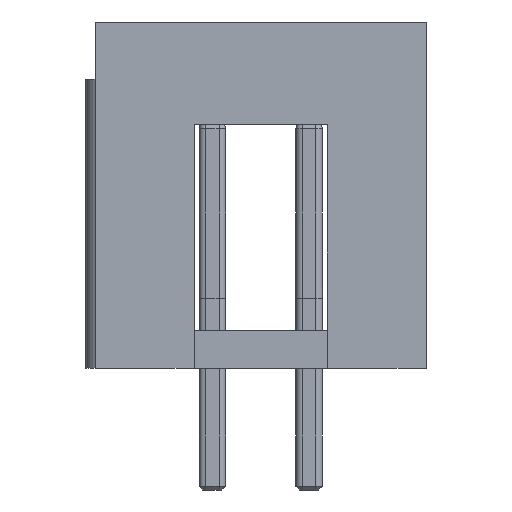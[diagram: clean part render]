
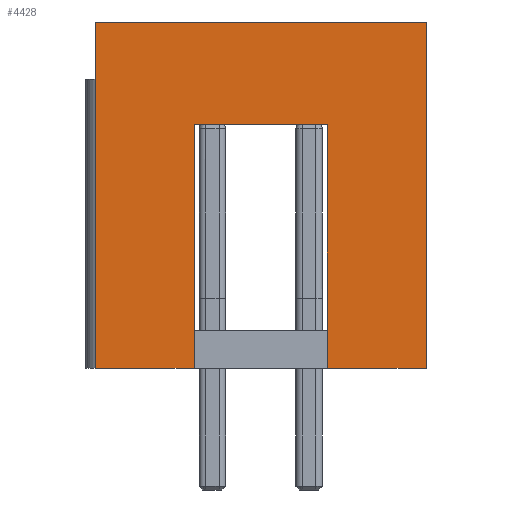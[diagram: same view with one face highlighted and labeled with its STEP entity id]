
A CAD part, left-side view. The second image highlights one B-rep face of the part: STEP entity #4428.
In plain terms, the highlighted planar face has unit normal (-1, 0, 0).
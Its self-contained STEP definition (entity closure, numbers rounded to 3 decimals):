
#69 = PLANE('',#70);
#70 = AXIS2_PLACEMENT_3D('',#71,#72,#73);
#71 = CARTESIAN_POINT('',(0.,0.,0.));
#72 = DIRECTION('',(0.,0.,1.));
#73 = DIRECTION('',(1.,0.,-0.));
#94 = VERTEX_POINT('',#95);
#95 = CARTESIAN_POINT('',(-14.15,4.35,0.));
#109 = PLANE('',#110);
#110 = AXIS2_PLACEMENT_3D('',#111,#112,#113);
#111 = CARTESIAN_POINT('',(14.15,4.35,0.));
#112 = DIRECTION('',(0.,-1.,0.));
#113 = DIRECTION('',(-1.,0.,0.));
#121 = EDGE_CURVE('',#94,#122,#124,.T.);
#122 = VERTEX_POINT('',#123);
#123 = CARTESIAN_POINT('',(-14.15,1.75,0.));
#124 = SURFACE_CURVE('',#125,(#129,#136),.PCURVE_S1.);
#125 = LINE('',#126,#127);
#126 = CARTESIAN_POINT('',(-14.15,4.35,0.));
#127 = VECTOR('',#128,1.);
#128 = DIRECTION('',(0.,-1.,0.));
#129 = PCURVE('',#69,#130);
#130 = DEFINITIONAL_REPRESENTATION('',(#131),#135);
#131 = LINE('',#132,#133);
#132 = CARTESIAN_POINT('',(-14.15,4.35));
#133 = VECTOR('',#134,1.);
#134 = DIRECTION('',(0.,-1.));
#135 = ( GEOMETRIC_REPRESENTATION_CONTEXT(2) 
PARAMETRIC_REPRESENTATION_CONTEXT() REPRESENTATION_CONTEXT('2D SPACE',''
  ) );
#136 = PCURVE('',#137,#142);
#137 = PLANE('',#138);
#138 = AXIS2_PLACEMENT_3D('',#139,#140,#141);
#139 = CARTESIAN_POINT('',(-14.15,4.35,0.));
#140 = DIRECTION('',(1.,0.,-0.));
#141 = DIRECTION('',(0.,-1.,0.));
#142 = DEFINITIONAL_REPRESENTATION('',(#143),#147);
#143 = LINE('',#144,#145);
#144 = CARTESIAN_POINT('',(0.,0.));
#145 = VECTOR('',#146,1.);
#146 = DIRECTION('',(1.,0.));
#147 = ( GEOMETRIC_REPRESENTATION_CONTEXT(2) 
PARAMETRIC_REPRESENTATION_CONTEXT() REPRESENTATION_CONTEXT('2D SPACE',''
  ) );
#165 = PLANE('',#166);
#166 = AXIS2_PLACEMENT_3D('',#167,#168,#169);
#167 = CARTESIAN_POINT('',(-13.15,1.75,0.));
#168 = DIRECTION('',(0.,-1.,0.));
#169 = DIRECTION('',(-1.,0.,0.));
#206 = VERTEX_POINT('',#207);
#207 = CARTESIAN_POINT('',(-14.15,-1.75,0.));
#221 = PLANE('',#222);
#222 = AXIS2_PLACEMENT_3D('',#223,#224,#225);
#223 = CARTESIAN_POINT('',(-14.15,-1.75,0.));
#224 = DIRECTION('',(0.,1.,0.));
#225 = DIRECTION('',(1.,0.,0.));
#233 = EDGE_CURVE('',#206,#234,#236,.T.);
#234 = VERTEX_POINT('',#235);
#235 = CARTESIAN_POINT('',(-14.15,-4.35,0.));
#236 = SURFACE_CURVE('',#237,(#241,#248),.PCURVE_S1.);
#237 = LINE('',#238,#239);
#238 = CARTESIAN_POINT('',(-14.15,4.35,0.));
#239 = VECTOR('',#240,1.);
#240 = DIRECTION('',(0.,-1.,0.));
#241 = PCURVE('',#69,#242);
#242 = DEFINITIONAL_REPRESENTATION('',(#243),#247);
#243 = LINE('',#244,#245);
#244 = CARTESIAN_POINT('',(-14.15,4.35));
#245 = VECTOR('',#246,1.);
#246 = DIRECTION('',(0.,-1.));
#247 = ( GEOMETRIC_REPRESENTATION_CONTEXT(2) 
PARAMETRIC_REPRESENTATION_CONTEXT() REPRESENTATION_CONTEXT('2D SPACE',''
  ) );
#248 = PCURVE('',#137,#249);
#249 = DEFINITIONAL_REPRESENTATION('',(#250),#254);
#250 = LINE('',#251,#252);
#251 = CARTESIAN_POINT('',(0.,0.));
#252 = VECTOR('',#253,1.);
#253 = DIRECTION('',(1.,0.));
#254 = ( GEOMETRIC_REPRESENTATION_CONTEXT(2) 
PARAMETRIC_REPRESENTATION_CONTEXT() REPRESENTATION_CONTEXT('2D SPACE',''
  ) );
#272 = PLANE('',#273);
#273 = AXIS2_PLACEMENT_3D('',#274,#275,#276);
#274 = CARTESIAN_POINT('',(-14.15,-4.35,0.));
#275 = DIRECTION('',(0.,1.,0.));
#276 = DIRECTION('',(1.,0.,0.));
#4197 = VERTEX_POINT('',#4198);
#4198 = CARTESIAN_POINT('',(-14.15,4.35,9.1));
#4212 = PLANE('',#4213);
#4213 = AXIS2_PLACEMENT_3D('',#4214,#4215,#4216);
#4214 = CARTESIAN_POINT('',(0.,0.,9.1));
#4215 = DIRECTION('',(0.,0.,1.));
#4216 = DIRECTION('',(1.,0.,-0.));
#4224 = EDGE_CURVE('',#94,#4197,#4225,.T.);
#4225 = SURFACE_CURVE('',#4226,(#4230,#4237),.PCURVE_S1.);
#4226 = LINE('',#4227,#4228);
#4227 = CARTESIAN_POINT('',(-14.15,4.35,0.));
#4228 = VECTOR('',#4229,1.);
#4229 = DIRECTION('',(0.,0.,1.));
#4230 = PCURVE('',#109,#4231);
#4231 = DEFINITIONAL_REPRESENTATION('',(#4232),#4236);
#4232 = LINE('',#4233,#4234);
#4233 = CARTESIAN_POINT('',(28.3,0.));
#4234 = VECTOR('',#4235,1.);
#4235 = DIRECTION('',(0.,-1.));
#4236 = ( GEOMETRIC_REPRESENTATION_CONTEXT(2) 
PARAMETRIC_REPRESENTATION_CONTEXT() REPRESENTATION_CONTEXT('2D SPACE',''
  ) );
#4237 = PCURVE('',#137,#4238);
#4238 = DEFINITIONAL_REPRESENTATION('',(#4239),#4243);
#4239 = LINE('',#4240,#4241);
#4240 = CARTESIAN_POINT('',(0.,0.));
#4241 = VECTOR('',#4242,1.);
#4242 = DIRECTION('',(0.,-1.));
#4243 = ( GEOMETRIC_REPRESENTATION_CONTEXT(2) 
PARAMETRIC_REPRESENTATION_CONTEXT() REPRESENTATION_CONTEXT('2D SPACE',''
  ) );
#4428 = ADVANCED_FACE('',(#4429),#137,.F.);
#4429 = FACE_BOUND('',#4430,.F.);
#4430 = EDGE_LOOP('',(#4431,#4432,#4433,#4456,#4477,#4478,#4501,#4529));
#4431 = ORIENTED_EDGE('',*,*,#121,.F.);
#4432 = ORIENTED_EDGE('',*,*,#4224,.T.);
#4433 = ORIENTED_EDGE('',*,*,#4434,.T.);
#4434 = EDGE_CURVE('',#4197,#4435,#4437,.T.);
#4435 = VERTEX_POINT('',#4436);
#4436 = CARTESIAN_POINT('',(-14.15,-4.35,9.1));
#4437 = SURFACE_CURVE('',#4438,(#4442,#4449),.PCURVE_S1.);
#4438 = LINE('',#4439,#4440);
#4439 = CARTESIAN_POINT('',(-14.15,4.35,9.1));
#4440 = VECTOR('',#4441,1.);
#4441 = DIRECTION('',(0.,-1.,0.));
#4442 = PCURVE('',#137,#4443);
#4443 = DEFINITIONAL_REPRESENTATION('',(#4444),#4448);
#4444 = LINE('',#4445,#4446);
#4445 = CARTESIAN_POINT('',(0.,-9.1));
#4446 = VECTOR('',#4447,1.);
#4447 = DIRECTION('',(1.,0.));
#4448 = ( GEOMETRIC_REPRESENTATION_CONTEXT(2) 
PARAMETRIC_REPRESENTATION_CONTEXT() REPRESENTATION_CONTEXT('2D SPACE',''
  ) );
#4449 = PCURVE('',#4212,#4450);
#4450 = DEFINITIONAL_REPRESENTATION('',(#4451),#4455);
#4451 = LINE('',#4452,#4453);
#4452 = CARTESIAN_POINT('',(-14.15,4.35));
#4453 = VECTOR('',#4454,1.);
#4454 = DIRECTION('',(0.,-1.));
#4455 = ( GEOMETRIC_REPRESENTATION_CONTEXT(2) 
PARAMETRIC_REPRESENTATION_CONTEXT() REPRESENTATION_CONTEXT('2D SPACE',''
  ) );
#4456 = ORIENTED_EDGE('',*,*,#4457,.F.);
#4457 = EDGE_CURVE('',#234,#4435,#4458,.T.);
#4458 = SURFACE_CURVE('',#4459,(#4463,#4470),.PCURVE_S1.);
#4459 = LINE('',#4460,#4461);
#4460 = CARTESIAN_POINT('',(-14.15,-4.35,0.));
#4461 = VECTOR('',#4462,1.);
#4462 = DIRECTION('',(0.,0.,1.));
#4463 = PCURVE('',#137,#4464);
#4464 = DEFINITIONAL_REPRESENTATION('',(#4465),#4469);
#4465 = LINE('',#4466,#4467);
#4466 = CARTESIAN_POINT('',(8.7,0.));
#4467 = VECTOR('',#4468,1.);
#4468 = DIRECTION('',(0.,-1.));
#4469 = ( GEOMETRIC_REPRESENTATION_CONTEXT(2) 
PARAMETRIC_REPRESENTATION_CONTEXT() REPRESENTATION_CONTEXT('2D SPACE',''
  ) );
#4470 = PCURVE('',#272,#4471);
#4471 = DEFINITIONAL_REPRESENTATION('',(#4472),#4476);
#4472 = LINE('',#4473,#4474);
#4473 = CARTESIAN_POINT('',(0.,0.));
#4474 = VECTOR('',#4475,1.);
#4475 = DIRECTION('',(0.,-1.));
#4476 = ( GEOMETRIC_REPRESENTATION_CONTEXT(2) 
PARAMETRIC_REPRESENTATION_CONTEXT() REPRESENTATION_CONTEXT('2D SPACE',''
  ) );
#4477 = ORIENTED_EDGE('',*,*,#233,.F.);
#4478 = ORIENTED_EDGE('',*,*,#4479,.T.);
#4479 = EDGE_CURVE('',#206,#4480,#4482,.T.);
#4480 = VERTEX_POINT('',#4481);
#4481 = CARTESIAN_POINT('',(-14.15,-1.75,6.4));
#4482 = SURFACE_CURVE('',#4483,(#4487,#4494),.PCURVE_S1.);
#4483 = LINE('',#4484,#4485);
#4484 = CARTESIAN_POINT('',(-14.15,-1.75,0.));
#4485 = VECTOR('',#4486,1.);
#4486 = DIRECTION('',(0.,0.,1.));
#4487 = PCURVE('',#137,#4488);
#4488 = DEFINITIONAL_REPRESENTATION('',(#4489),#4493);
#4489 = LINE('',#4490,#4491);
#4490 = CARTESIAN_POINT('',(6.1,0.));
#4491 = VECTOR('',#4492,1.);
#4492 = DIRECTION('',(0.,-1.));
#4493 = ( GEOMETRIC_REPRESENTATION_CONTEXT(2) 
PARAMETRIC_REPRESENTATION_CONTEXT() REPRESENTATION_CONTEXT('2D SPACE',''
  ) );
#4494 = PCURVE('',#221,#4495);
#4495 = DEFINITIONAL_REPRESENTATION('',(#4496),#4500);
#4496 = LINE('',#4497,#4498);
#4497 = CARTESIAN_POINT('',(0.,0.));
#4498 = VECTOR('',#4499,1.);
#4499 = DIRECTION('',(0.,-1.));
#4500 = ( GEOMETRIC_REPRESENTATION_CONTEXT(2) 
PARAMETRIC_REPRESENTATION_CONTEXT() REPRESENTATION_CONTEXT('2D SPACE',''
  ) );
#4501 = ORIENTED_EDGE('',*,*,#4502,.F.);
#4502 = EDGE_CURVE('',#4503,#4480,#4505,.T.);
#4503 = VERTEX_POINT('',#4504);
#4504 = CARTESIAN_POINT('',(-14.15,1.75,6.4));
#4505 = SURFACE_CURVE('',#4506,(#4510,#4517),.PCURVE_S1.);
#4506 = LINE('',#4507,#4508);
#4507 = CARTESIAN_POINT('',(-14.15,1.75,6.4));
#4508 = VECTOR('',#4509,1.);
#4509 = DIRECTION('',(0.,-1.,0.));
#4510 = PCURVE('',#137,#4511);
#4511 = DEFINITIONAL_REPRESENTATION('',(#4512),#4516);
#4512 = LINE('',#4513,#4514);
#4513 = CARTESIAN_POINT('',(2.6,-6.4));
#4514 = VECTOR('',#4515,1.);
#4515 = DIRECTION('',(1.,0.));
#4516 = ( GEOMETRIC_REPRESENTATION_CONTEXT(2) 
PARAMETRIC_REPRESENTATION_CONTEXT() REPRESENTATION_CONTEXT('2D SPACE',''
  ) );
#4517 = PCURVE('',#4518,#4523);
#4518 = PLANE('',#4519);
#4519 = AXIS2_PLACEMENT_3D('',#4520,#4521,#4522);
#4520 = CARTESIAN_POINT('',(-13.65,0.,6.4));
#4521 = DIRECTION('',(0.,0.,1.));
#4522 = DIRECTION('',(1.,0.,-0.));
#4523 = DEFINITIONAL_REPRESENTATION('',(#4524),#4528);
#4524 = LINE('',#4525,#4526);
#4525 = CARTESIAN_POINT('',(-0.5,1.75));
#4526 = VECTOR('',#4527,1.);
#4527 = DIRECTION('',(0.,-1.));
#4528 = ( GEOMETRIC_REPRESENTATION_CONTEXT(2) 
PARAMETRIC_REPRESENTATION_CONTEXT() REPRESENTATION_CONTEXT('2D SPACE',''
  ) );
#4529 = ORIENTED_EDGE('',*,*,#4530,.F.);
#4530 = EDGE_CURVE('',#122,#4503,#4531,.T.);
#4531 = SURFACE_CURVE('',#4532,(#4536,#4543),.PCURVE_S1.);
#4532 = LINE('',#4533,#4534);
#4533 = CARTESIAN_POINT('',(-14.15,1.75,0.));
#4534 = VECTOR('',#4535,1.);
#4535 = DIRECTION('',(0.,0.,1.));
#4536 = PCURVE('',#137,#4537);
#4537 = DEFINITIONAL_REPRESENTATION('',(#4538),#4542);
#4538 = LINE('',#4539,#4540);
#4539 = CARTESIAN_POINT('',(2.6,0.));
#4540 = VECTOR('',#4541,1.);
#4541 = DIRECTION('',(0.,-1.));
#4542 = ( GEOMETRIC_REPRESENTATION_CONTEXT(2) 
PARAMETRIC_REPRESENTATION_CONTEXT() REPRESENTATION_CONTEXT('2D SPACE',''
  ) );
#4543 = PCURVE('',#165,#4544);
#4544 = DEFINITIONAL_REPRESENTATION('',(#4545),#4549);
#4545 = LINE('',#4546,#4547);
#4546 = CARTESIAN_POINT('',(1.,0.));
#4547 = VECTOR('',#4548,1.);
#4548 = DIRECTION('',(0.,-1.));
#4549 = ( GEOMETRIC_REPRESENTATION_CONTEXT(2) 
PARAMETRIC_REPRESENTATION_CONTEXT() REPRESENTATION_CONTEXT('2D SPACE',''
  ) );
